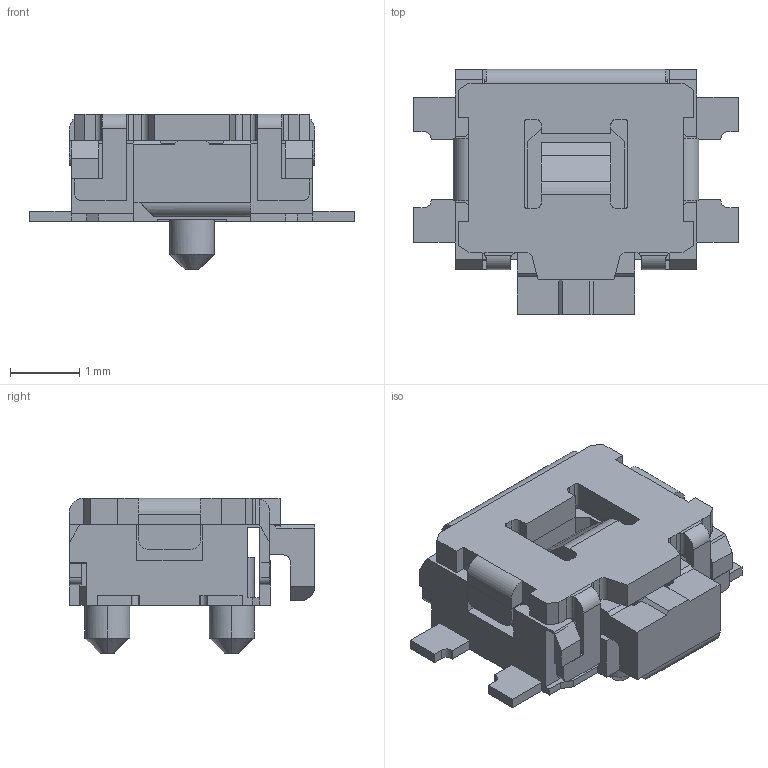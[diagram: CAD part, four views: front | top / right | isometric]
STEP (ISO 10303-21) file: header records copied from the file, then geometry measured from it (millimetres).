
FILE_DESCRIPTION (( 'STEP AP214' ), '1' );
FILE_NAME ('EVQ-P7C01P.STEP', '2024-06-22T02:24:42', ( '' ), ( '' ), 'SwSTEP 2.0', 'SolidWorks 2023', '' );
FILE_SCHEMA (( 'AUTOMOTIVE_DESIGN' ));
Length unit declared in the file: inch
Products named in the file (8): Part62; Part50; Part52; EVQ-P7C01P; Part60; Part58; Part54; Part56
Assembly tree (7 placements, depth 2):
  EVQ-P7C01P
    Part50
    Part52
    Part54
    Part56
    Part58
    Part60
    Part62
Bounding box: 4.7 x 3.55 x 2.25 mm (x, y, z)
Volume: 14.4 mm3; surface area: 97.6 mm2
Topology: 12 solids, 12 shells, 461 faces, 1291 edges, 855 vertices
Faces by surface type: plane 382, cylinder 75, cone 4
Entity records: 21197 total; most frequent: CARTESIAN_POINT 3036, ORIENTED_EDGE 2582, DIRECTION 2255, EDGE_CURVE 1291, LINE 1109, VECTOR 1109, VERTEX_POINT 855, AXIS2_PLACEMENT_3D 573
